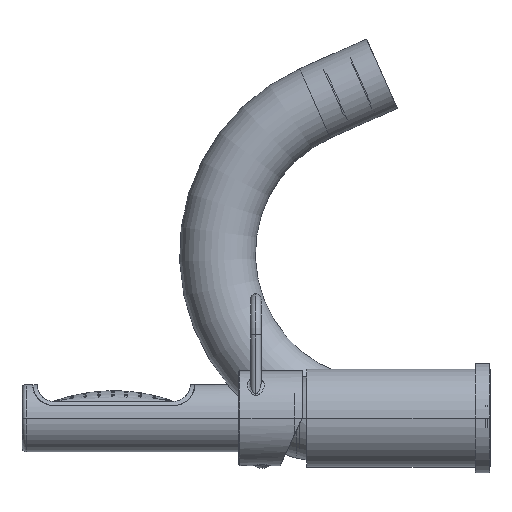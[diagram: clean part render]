
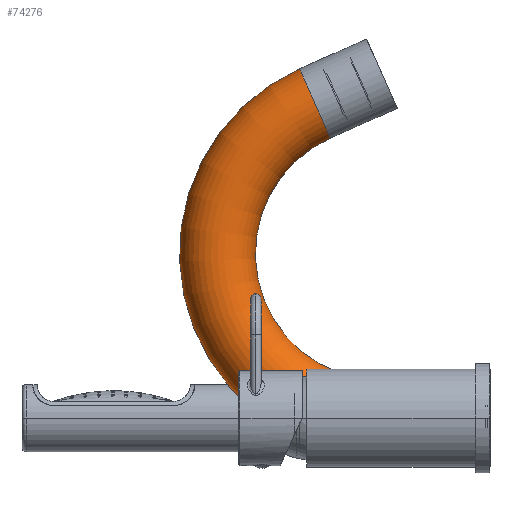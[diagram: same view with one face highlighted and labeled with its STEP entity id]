
A CAD part, left-side view. The second image highlights one B-rep face of the part: STEP entity #74276.
In plain terms, the highlighted toroidal (fillet/blend) face has major radius 78 mm and minor radius 18 mm.
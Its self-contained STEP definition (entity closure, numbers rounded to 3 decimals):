
#57306=CARTESIAN_POINT('',(150.,76.025,149.257));
#57307=DIRECTION('',(0.,-0.914,0.407));
#57308=DIRECTION('',(0.,0.407,0.914));
#57309=AXIS2_PLACEMENT_3D('',#57306,#57307,#57308);
#57311=CARTESIAN_POINT('',(150.,44.3,0.));
#57312=DIRECTION('',(0.,1.,0.));
#57313=DIRECTION('',(0.,0.,-1.));
#57314=AXIS2_PLACEMENT_3D('',#57311,#57312,#57313);
#57316=CARTESIAN_POINT('',(150.,44.3,78.));
#57317=DIRECTION('',(1.,0.,0.));
#57318=DIRECTION('',(0.,0.,-1.));
#57319=AXIS2_PLACEMENT_3D('',#57316,#57317,#57318);
#65080=CARTESIAN_POINT('',(150.,44.3,78.));
#65081=DIRECTION('',(1.,0.,0.));
#65082=DIRECTION('',(0.,0.,-1.));
#65083=AXIS2_PLACEMENT_3D('',#65080,#65081,#65082);
#67731=CARTESIAN_POINT('',(150.,44.3,18.));
#67732=CARTESIAN_POINT('',(150.,44.3,-18.));
#67733=VERTEX_POINT('',#67731);
#67734=VERTEX_POINT('',#67732);
#67739=CARTESIAN_POINT('',(150.,68.704,132.813));
#67740=CARTESIAN_POINT('',(150.,83.347,165.7));
#67741=VERTEX_POINT('',#67739);
#67742=VERTEX_POINT('',#67740);
#74262=CARTESIAN_POINT('',(150.,44.3,78.));
#74263=DIRECTION('',(1.,0.,0.));
#74264=DIRECTION('',(0.,0.,1.));
#74265=AXIS2_PLACEMENT_3D('',#74262,#74263,#74264);
#74266=TOROIDAL_SURFACE('',#74265,78.,18.);
#74268=ORIENTED_EDGE('',*,*,#74267,.F.);
#74270=ORIENTED_EDGE('',*,*,#74269,.T.);
#74271=ORIENTED_EDGE('',*,*,#74250,.T.);
#74273=ORIENTED_EDGE('',*,*,#74272,.F.);
#74274=EDGE_LOOP('',(#74268,#74270,#74271,#74273));
#74275=FACE_OUTER_BOUND('',#74274,.F.);
#74276=ADVANCED_FACE('',(#74275),#74266,.T.);
#57310=CIRCLE('',#57309,18.);
#57315=CIRCLE('',#57314,18.);
#57320=CIRCLE('',#57319,96.);
#65084=CIRCLE('',#65083,60.);
#74250=EDGE_CURVE('',#67742,#67741,#57310,.T.);
#74267=EDGE_CURVE('',#67734,#67733,#57315,.T.);
#74269=EDGE_CURVE('',#67734,#67742,#57320,.T.);
#74272=EDGE_CURVE('',#67733,#67741,#65084,.T.);
